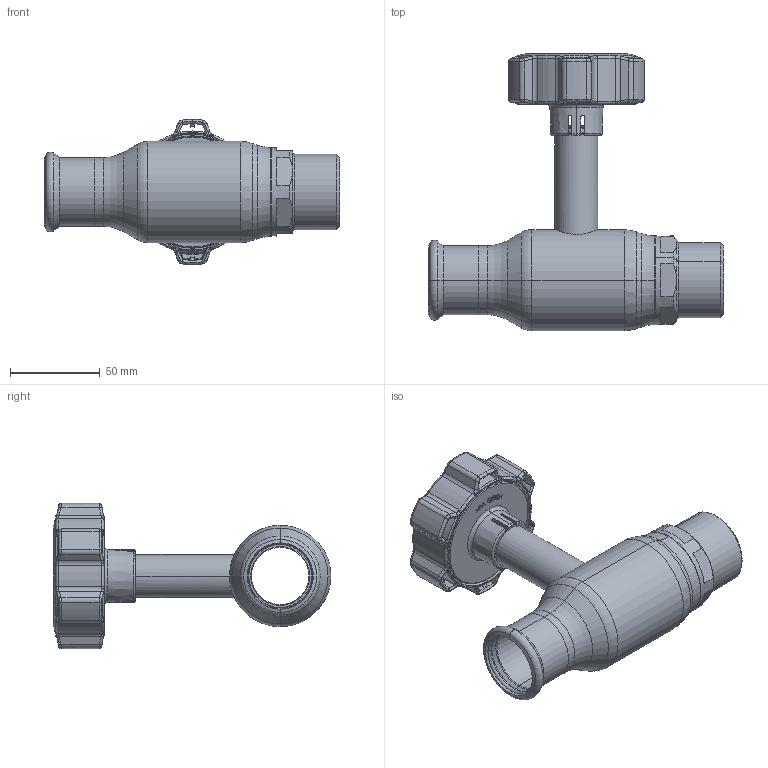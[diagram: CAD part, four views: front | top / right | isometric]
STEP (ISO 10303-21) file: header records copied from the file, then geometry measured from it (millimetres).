
FILE_DESCRIPTION (( 'STEP AP214' ), '1' );
FILE_NAME ('1032001201-1200.step', '2024-01-16T11:05:17', ( '' ), ( '' ), 'SwSTEP 2.0', 'SolidWorks 2021', '' );
FILE_SCHEMA (( 'AUTOMOTIVE_DESIGN' ));
Length unit declared in the file: millimetre
Products named in the file (1): 1032001201-1200
Bounding box: 164.5 x 154.8 x 81 mm (x, y, z)
Surface area: 65508.9 mm2 (no closed solid volume)
Topology: 0 solids, 25 shells, 562 faces, 1786 edges, 1213 vertices
Faces by surface type: bspline 183, cylinder 131, plane 109, cone 79, torus 59, sphere 1
Entity records: 36472 total; most frequent: CARTESIAN_POINT 16674, ORIENTED_EDGE 3012, DIRECTION 2238, EDGE_CURVE 1784, VERTEX_POINT 1213, AXIS2_PLACEMENT_3D 876, B_SPLINE_CURVE_WITH_KNOTS 752, EDGE_LOOP 595
